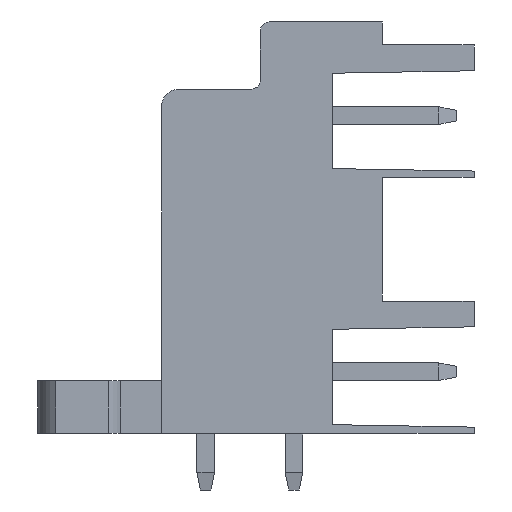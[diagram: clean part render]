
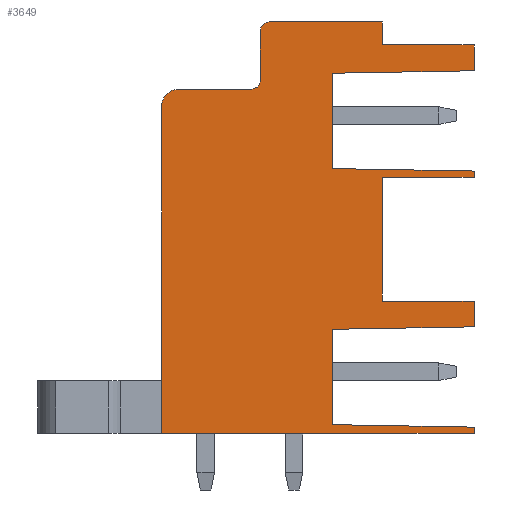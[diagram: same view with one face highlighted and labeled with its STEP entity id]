
A CAD part, left-side view. The second image highlights one B-rep face of the part: STEP entity #3649.
In plain terms, the highlighted planar face has unit normal (-1, 0, 0).
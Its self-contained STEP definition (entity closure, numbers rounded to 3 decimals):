
#1756=AXIS2_PLACEMENT_3D('Circle Axis2P3D',#1754,#1755,$) ;
#1818=AXIS2_PLACEMENT_3D('Circle Axis2P3D',#1816,#1817,$) ;
#1880=AXIS2_PLACEMENT_3D('Circle Axis2P3D',#1878,#1879,$) ;
#3622=AXIS2_PLACEMENT_3D('Plane Axis2P3D',#3619,#3620,#3621) ;
#49=CARTESIAN_POINT('Vertex',(0.,0.,3.56)) ;
#52=CARTESIAN_POINT('Line Origine',(0.,0.,3.38)) ;
#56=CARTESIAN_POINT('Vertex',(0.,0.,3.2)) ;
#87=CARTESIAN_POINT('Vertex',(0.,8.,3.7)) ;
#90=CARTESIAN_POINT('Line Origine',(0.,4.,3.63)) ;
#118=CARTESIAN_POINT('Vertex',(0.,8.,9.1)) ;
#121=CARTESIAN_POINT('Line Origine',(0.,8.,6.4)) ;
#761=CARTESIAN_POINT('Vertex',(0.,0.,9.24)) ;
#764=CARTESIAN_POINT('Line Origine',(0.,4.,9.17)) ;
#787=CARTESIAN_POINT('Vertex',(0.,0.,10.7)) ;
#790=CARTESIAN_POINT('Line Origine',(0.,0.,9.97)) ;
#818=CARTESIAN_POINT('Vertex',(0.,5.2,10.7)) ;
#821=CARTESIAN_POINT('Line Origine',(0.,2.6,10.7)) ;
#849=CARTESIAN_POINT('Vertex',(0.,5.2,17.7)) ;
#852=CARTESIAN_POINT('Line Origine',(0.,5.2,14.2)) ;
#880=CARTESIAN_POINT('Vertex',(0.,0.,17.7)) ;
#883=CARTESIAN_POINT('Line Origine',(0.,2.6,17.7)) ;
#906=CARTESIAN_POINT('Vertex',(0.,0.,18.06)) ;
#909=CARTESIAN_POINT('Line Origine',(0.,0.,17.88)) ;
#937=CARTESIAN_POINT('Vertex',(0.,8.,18.2)) ;
#940=CARTESIAN_POINT('Line Origine',(0.,4.,18.13)) ;
#963=CARTESIAN_POINT('Vertex',(0.,8.,23.6)) ;
#966=CARTESIAN_POINT('Line Origine',(0.,8.,20.9)) ;
#1606=CARTESIAN_POINT('Vertex',(0.,0.,23.74)) ;
#1609=CARTESIAN_POINT('Line Origine',(0.,4.,23.67)) ;
#1632=CARTESIAN_POINT('Vertex',(0.,0.,25.2)) ;
#1635=CARTESIAN_POINT('Line Origine',(0.,0.,24.47)) ;
#1663=CARTESIAN_POINT('Vertex',(0.,5.2,25.2)) ;
#1666=CARTESIAN_POINT('Line Origine',(0.,2.6,25.2)) ;
#1689=CARTESIAN_POINT('Vertex',(0.,5.2,26.5)) ;
#1692=CARTESIAN_POINT('Line Origine',(0.,5.2,25.85)) ;
#1720=CARTESIAN_POINT('Vertex',(0.,11.6,26.5)) ;
#1723=CARTESIAN_POINT('Line Origine',(0.,8.4,26.5)) ;
#1751=CARTESIAN_POINT('Vertex',(0.,12.1,26.)) ;
#1754=CARTESIAN_POINT('Axis2P3D Location',(0.,11.6,26.)) ;
#1782=CARTESIAN_POINT('Vertex',(0.,12.1,23.2)) ;
#1785=CARTESIAN_POINT('Line Origine',(0.,12.1,24.6)) ;
#1813=CARTESIAN_POINT('Vertex',(0.,12.6,22.7)) ;
#1816=CARTESIAN_POINT('Axis2P3D Location',(0.,12.6,23.2)) ;
#1844=CARTESIAN_POINT('Vertex',(0.,16.7,22.7)) ;
#1847=CARTESIAN_POINT('Line Origine',(0.,14.65,22.7)) ;
#1875=CARTESIAN_POINT('Vertex',(0.,17.7,21.7)) ;
#1878=CARTESIAN_POINT('Axis2P3D Location',(0.,16.7,21.7)) ;
#1985=CARTESIAN_POINT('Vertex',(0.,17.7,3.2)) ;
#1988=CARTESIAN_POINT('Line Origine',(0.,17.7,12.45)) ;
#2059=CARTESIAN_POINT('Line Origine',(0.,8.85,3.2)) ;
#3619=CARTESIAN_POINT('Axis2P3D Location',(0.,0.,0.)) ;
#53=DIRECTION('Vector Direction',(0.,0.,-1.)) ;
#91=DIRECTION('Vector Direction',(0.,-1.,-0.017)) ;
#122=DIRECTION('Vector Direction',(0.,0.,-1.)) ;
#765=DIRECTION('Vector Direction',(0.,1.,-0.017)) ;
#791=DIRECTION('Vector Direction',(0.,0.,-1.)) ;
#822=DIRECTION('Vector Direction',(0.,-1.,0.)) ;
#853=DIRECTION('Vector Direction',(0.,0.,-1.)) ;
#884=DIRECTION('Vector Direction',(0.,1.,0.)) ;
#910=DIRECTION('Vector Direction',(0.,0.,-1.)) ;
#941=DIRECTION('Vector Direction',(0.,-1.,-0.017)) ;
#967=DIRECTION('Vector Direction',(0.,0.,-1.)) ;
#1610=DIRECTION('Vector Direction',(0.,1.,-0.017)) ;
#1636=DIRECTION('Vector Direction',(0.,0.,-1.)) ;
#1667=DIRECTION('Vector Direction',(0.,-1.,0.)) ;
#1693=DIRECTION('Vector Direction',(0.,0.,-1.)) ;
#1724=DIRECTION('Vector Direction',(0.,-1.,0.)) ;
#1755=DIRECTION('Axis2P3D Direction',(-1.,0.,0.)) ;
#1786=DIRECTION('Vector Direction',(0.,0.,1.)) ;
#1817=DIRECTION('Axis2P3D Direction',(-1.,0.,0.)) ;
#1848=DIRECTION('Vector Direction',(0.,-1.,0.)) ;
#1879=DIRECTION('Axis2P3D Direction',(-1.,0.,0.)) ;
#1989=DIRECTION('Vector Direction',(0.,0.,1.)) ;
#2060=DIRECTION('Vector Direction',(0.,1.,0.)) ;
#3620=DIRECTION('Axis2P3D Direction',(-1.,0.,0.)) ;
#3621=DIRECTION('Axis2P3D XDirection',(0.,-1.,0.)) ;
#54=VECTOR('Line Direction',#53,1.) ;
#92=VECTOR('Line Direction',#91,1.) ;
#123=VECTOR('Line Direction',#122,1.) ;
#766=VECTOR('Line Direction',#765,1.) ;
#792=VECTOR('Line Direction',#791,1.) ;
#823=VECTOR('Line Direction',#822,1.) ;
#854=VECTOR('Line Direction',#853,1.) ;
#885=VECTOR('Line Direction',#884,1.) ;
#911=VECTOR('Line Direction',#910,1.) ;
#942=VECTOR('Line Direction',#941,1.) ;
#968=VECTOR('Line Direction',#967,1.) ;
#1611=VECTOR('Line Direction',#1610,1.) ;
#1637=VECTOR('Line Direction',#1636,1.) ;
#1668=VECTOR('Line Direction',#1667,1.) ;
#1694=VECTOR('Line Direction',#1693,1.) ;
#1725=VECTOR('Line Direction',#1724,1.) ;
#1787=VECTOR('Line Direction',#1786,1.) ;
#1849=VECTOR('Line Direction',#1848,1.) ;
#1990=VECTOR('Line Direction',#1989,1.) ;
#2061=VECTOR('Line Direction',#2060,1.) ;
#3625=ORIENTED_EDGE('',*,*,#58,.T.) ;
#3626=ORIENTED_EDGE('',*,*,#94,.T.) ;
#3627=ORIENTED_EDGE('',*,*,#125,.T.) ;
#3628=ORIENTED_EDGE('',*,*,#768,.T.) ;
#3629=ORIENTED_EDGE('',*,*,#794,.T.) ;
#3630=ORIENTED_EDGE('',*,*,#825,.T.) ;
#3631=ORIENTED_EDGE('',*,*,#856,.T.) ;
#3632=ORIENTED_EDGE('',*,*,#887,.T.) ;
#3633=ORIENTED_EDGE('',*,*,#913,.T.) ;
#3634=ORIENTED_EDGE('',*,*,#944,.T.) ;
#3635=ORIENTED_EDGE('',*,*,#970,.T.) ;
#3636=ORIENTED_EDGE('',*,*,#1613,.T.) ;
#3637=ORIENTED_EDGE('',*,*,#1639,.T.) ;
#3638=ORIENTED_EDGE('',*,*,#1670,.T.) ;
#3639=ORIENTED_EDGE('',*,*,#1696,.T.) ;
#3640=ORIENTED_EDGE('',*,*,#1727,.T.) ;
#3641=ORIENTED_EDGE('',*,*,#1758,.T.) ;
#3642=ORIENTED_EDGE('',*,*,#1789,.T.) ;
#3643=ORIENTED_EDGE('',*,*,#1820,.T.) ;
#3644=ORIENTED_EDGE('',*,*,#1851,.T.) ;
#3645=ORIENTED_EDGE('',*,*,#1882,.T.) ;
#3646=ORIENTED_EDGE('',*,*,#1992,.T.) ;
#3647=ORIENTED_EDGE('',*,*,#2063,.T.) ;
#3649=ADVANCED_FACE('Housing',(#3648),#3623,.T.) ;
#1757=CIRCLE('generated circle',#1756,0.5) ;
#1819=CIRCLE('generated circle',#1818,0.5) ;
#1881=CIRCLE('generated circle',#1880,1.) ;
#58=EDGE_CURVE('',#57,#50,#55,.F.) ;
#94=EDGE_CURVE('',#50,#88,#93,.F.) ;
#125=EDGE_CURVE('',#88,#119,#124,.F.) ;
#768=EDGE_CURVE('',#119,#762,#767,.F.) ;
#794=EDGE_CURVE('',#762,#788,#793,.F.) ;
#825=EDGE_CURVE('',#788,#819,#824,.F.) ;
#856=EDGE_CURVE('',#819,#850,#855,.F.) ;
#887=EDGE_CURVE('',#850,#881,#886,.F.) ;
#913=EDGE_CURVE('',#881,#907,#912,.F.) ;
#944=EDGE_CURVE('',#907,#938,#943,.F.) ;
#970=EDGE_CURVE('',#938,#964,#969,.F.) ;
#1613=EDGE_CURVE('',#964,#1607,#1612,.F.) ;
#1639=EDGE_CURVE('',#1607,#1633,#1638,.F.) ;
#1670=EDGE_CURVE('',#1633,#1664,#1669,.F.) ;
#1696=EDGE_CURVE('',#1664,#1690,#1695,.F.) ;
#1727=EDGE_CURVE('',#1690,#1721,#1726,.F.) ;
#1758=EDGE_CURVE('',#1721,#1752,#1757,.T.) ;
#1789=EDGE_CURVE('',#1752,#1783,#1788,.F.) ;
#1820=EDGE_CURVE('',#1783,#1814,#1819,.F.) ;
#1851=EDGE_CURVE('',#1814,#1845,#1850,.F.) ;
#1882=EDGE_CURVE('',#1845,#1876,#1881,.T.) ;
#1992=EDGE_CURVE('',#1876,#1986,#1991,.F.) ;
#2063=EDGE_CURVE('',#1986,#57,#2062,.F.) ;
#3624=EDGE_LOOP('',(#3625,#3626,#3627,#3628,#3629,#3630,#3631,#3632,#3633,#3634,#3635,#3636,#3637,#3638,#3639,#3640,#3641,#3642,#3643,#3644,#3645,#3646,#3647)) ;
#3648=FACE_OUTER_BOUND('',#3624,.T.) ;
#55=LINE('Line',#52,#54) ;
#93=LINE('Line',#90,#92) ;
#124=LINE('Line',#121,#123) ;
#767=LINE('Line',#764,#766) ;
#793=LINE('Line',#790,#792) ;
#824=LINE('Line',#821,#823) ;
#855=LINE('Line',#852,#854) ;
#886=LINE('Line',#883,#885) ;
#912=LINE('Line',#909,#911) ;
#943=LINE('Line',#940,#942) ;
#969=LINE('Line',#966,#968) ;
#1612=LINE('Line',#1609,#1611) ;
#1638=LINE('Line',#1635,#1637) ;
#1669=LINE('Line',#1666,#1668) ;
#1695=LINE('Line',#1692,#1694) ;
#1726=LINE('Line',#1723,#1725) ;
#1788=LINE('Line',#1785,#1787) ;
#1850=LINE('Line',#1847,#1849) ;
#1991=LINE('Line',#1988,#1990) ;
#2062=LINE('Line',#2059,#2061) ;
#3623=PLANE('',#3622) ;
#50=VERTEX_POINT('',#49) ;
#57=VERTEX_POINT('',#56) ;
#88=VERTEX_POINT('',#87) ;
#119=VERTEX_POINT('',#118) ;
#762=VERTEX_POINT('',#761) ;
#788=VERTEX_POINT('',#787) ;
#819=VERTEX_POINT('',#818) ;
#850=VERTEX_POINT('',#849) ;
#881=VERTEX_POINT('',#880) ;
#907=VERTEX_POINT('',#906) ;
#938=VERTEX_POINT('',#937) ;
#964=VERTEX_POINT('',#963) ;
#1607=VERTEX_POINT('',#1606) ;
#1633=VERTEX_POINT('',#1632) ;
#1664=VERTEX_POINT('',#1663) ;
#1690=VERTEX_POINT('',#1689) ;
#1721=VERTEX_POINT('',#1720) ;
#1752=VERTEX_POINT('',#1751) ;
#1783=VERTEX_POINT('',#1782) ;
#1814=VERTEX_POINT('',#1813) ;
#1845=VERTEX_POINT('',#1844) ;
#1876=VERTEX_POINT('',#1875) ;
#1986=VERTEX_POINT('',#1985) ;
